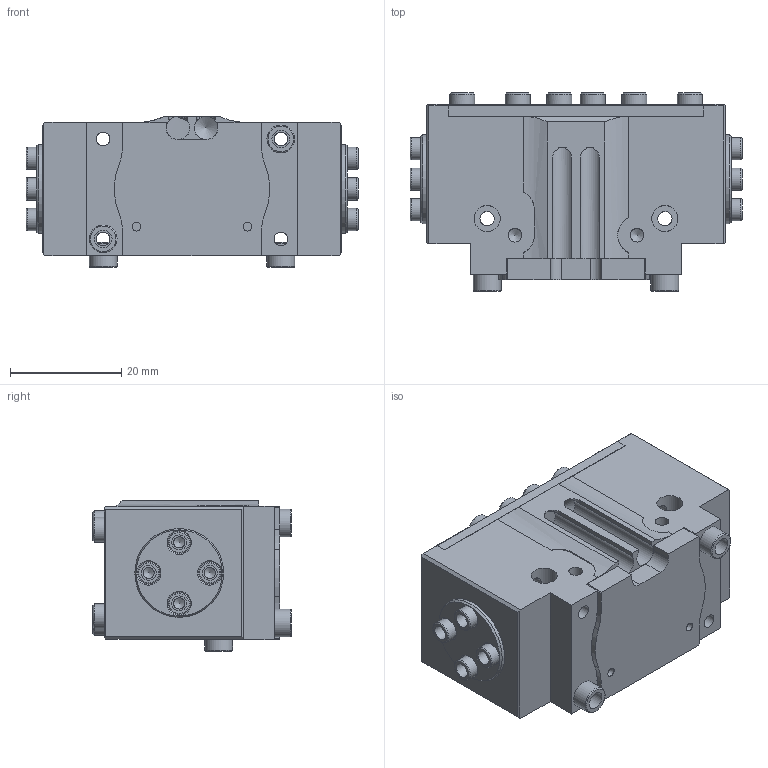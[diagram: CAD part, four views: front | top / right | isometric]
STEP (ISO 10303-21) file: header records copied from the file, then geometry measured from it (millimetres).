
FILE_DESCRIPTION(/* description */ (''),/* implementation_level */ '2;1');
FILE_NAME(/* name */ 'GSO 40 C1.stp',/* time_stamp */ '2019-11-27T15:53:20+01:00',/* author */ ('Emilio'),/* organization */ (''),/* preprocessor_version */ 'ST-DEVELOPER v17',/* originating_system */ 'Autodesk Inventor 2019',/* authorisation */ '');
FILE_SCHEMA (('AUTOMOTIVE_DESIGN { 1 0 10303 214 3 1 1 }'));
Length unit declared in the file: millimetre
Products named in the file (6): GSO 40-1; Corpo; Fondello; Griffa; Boccola 4; Boccola 5
Assembly tree (16 placements, depth 2):
  GSO 40-1
    Corpo
    Fondello
    Griffa  x2
    Boccola 4  x8
    Boccola 5  x4
Bounding box: 59.8 x 35.8 x 27.1 mm (x, y, z)
Volume: 36292.4 mm3; surface area: 15913.6 mm2
Topology: 16 solids, 16 shells, 413 faces, 1052 edges, 719 vertices
Faces by surface type: plane 226, cylinder 123, cone 40, torus 24
Full cylindrical faces by diameter (mm): 1.567 x2, 2.013 x8, 2.459 x12, 2.6 x2, 2.7 x8, 3.2 x4, 4 x16, 4.5 x12, 4.7 x10, 4.8 x4, 4.801 x4, 5 x8, 16 x4
Entity records: 11001 total; most frequent: CARTESIAN_POINT 2179, DIRECTION 1798, ORIENTED_EDGE 1682, EDGE_CURVE 841, AXIS2_PLACEMENT_3D 632, VERTEX_POINT 577, LINE 534, VECTOR 534
